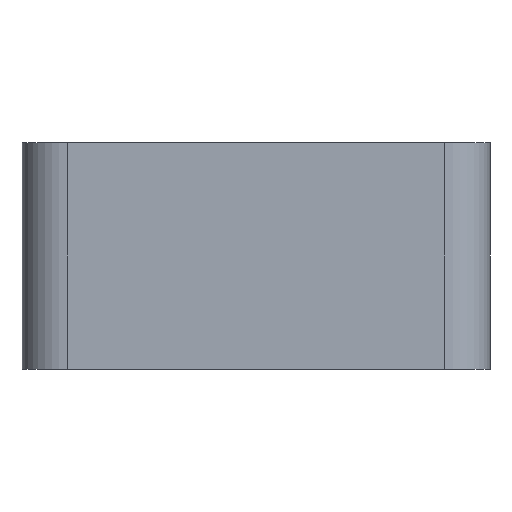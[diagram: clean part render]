
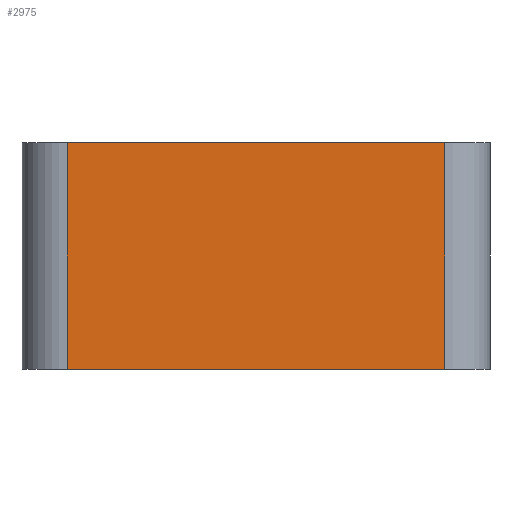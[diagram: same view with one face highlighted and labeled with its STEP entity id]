
A CAD part, front view. The second image highlights one B-rep face of the part: STEP entity #2975.
In plain terms, the highlighted planar face has unit normal (0, -1, 0).
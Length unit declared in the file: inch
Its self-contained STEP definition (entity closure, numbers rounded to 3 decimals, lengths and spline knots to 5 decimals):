
#475=FACE_OUTER_BOUND('',#673,.T.);
#673=EDGE_LOOP('',(#2687,#2688,#2689,#2690));
#923=LINE('',#5309,#1175);
#924=LINE('',#5312,#1176);
#925=LINE('',#5314,#1177);
#926=LINE('',#5315,#1178);
#1175=VECTOR('',#4221,0.3937);
#1176=VECTOR('',#4224,0.3937);
#1177=VECTOR('',#4225,0.3937);
#1178=VECTOR('',#4226,0.3937);
#1447=VERTEX_POINT('',#5305);
#1448=VERTEX_POINT('',#5307);
#1449=VERTEX_POINT('',#5311);
#1450=VERTEX_POINT('',#5313);
#1869=EDGE_CURVE('',#1447,#1448,#923,.T.);
#1870=EDGE_CURVE('',#1447,#1449,#924,.T.);
#1871=EDGE_CURVE('',#1450,#1448,#925,.T.);
#1872=EDGE_CURVE('',#1449,#1450,#926,.T.);
#2687=ORIENTED_EDGE('',*,*,#1870,.F.);
#2688=ORIENTED_EDGE('',*,*,#1869,.T.);
#2689=ORIENTED_EDGE('',*,*,#1871,.F.);
#2690=ORIENTED_EDGE('',*,*,#1872,.F.);
#2812=PLANE('',#3325);
#2975=ADVANCED_FACE('',(#475),#2812,.T.);
#3325=AXIS2_PLACEMENT_3D('',#5310,#4222,#4223);
#4221=DIRECTION('',(0.,0.,-1.));
#4222=DIRECTION('center_axis',(0.,-1.,0.));
#4223=DIRECTION('ref_axis',(-1.,0.,0.));
#4224=DIRECTION('',(1.,0.,0.));
#4225=DIRECTION('',(-1.,0.,0.));
#4226=DIRECTION('',(0.,0.,-1.));
#5305=CARTESIAN_POINT('',(-1.87008,-3.93307,0.));
#5307=CARTESIAN_POINT('',(-1.87008,-3.93307,-2.24016));
#5309=CARTESIAN_POINT('',(-1.87008,-3.93307,0.));
#5310=CARTESIAN_POINT('Origin',(1.87008,-3.93307,0.));
#5311=CARTESIAN_POINT('',(1.87008,-3.93307,0.));
#5312=CARTESIAN_POINT('',(-1.87008,-3.93307,0.));
#5313=CARTESIAN_POINT('',(1.87008,-3.93307,-2.24016));
#5314=CARTESIAN_POINT('',(-1.87008,-3.93307,-2.24016));
#5315=CARTESIAN_POINT('',(1.87008,-3.93307,0.));
